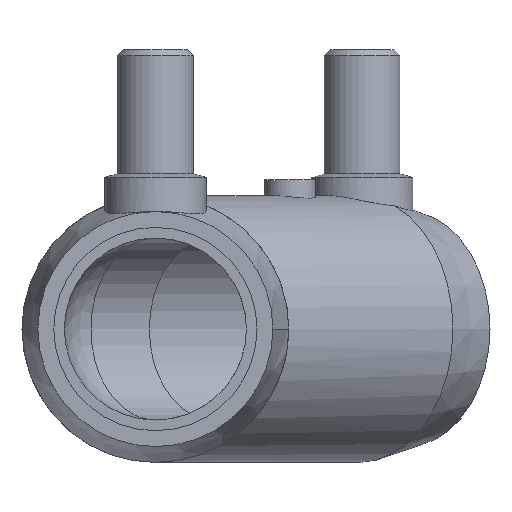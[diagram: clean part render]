
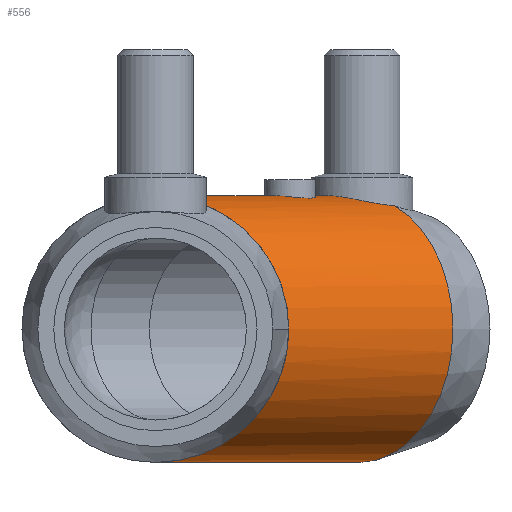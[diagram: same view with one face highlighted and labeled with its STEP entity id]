
A CAD part, front view. The second image highlights one B-rep face of the part: STEP entity #556.
In plain terms, the highlighted cylindrical face has radius 21 mm (diameter 42 mm), a full revolution.
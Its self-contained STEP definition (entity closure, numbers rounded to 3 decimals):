
#19=ELLIPSE('',#644,22.73,21.);
#20=ELLIPSE('',#646,22.73,21.);
#36=CYLINDRICAL_SURFACE('',#648,21.);
#44=FACE_BOUND('',#140,.T.);
#93=FACE_OUTER_BOUND('',#139,.T.);
#139=EDGE_LOOP('',(#492,#493,#494,#495,#496,#497,#498,#499));
#140=EDGE_LOOP('',(#500,#501));
#148=B_SPLINE_CURVE_WITH_KNOTS('',3,(#900,#901,#902,#903,#904,#905,#906,
#907,#908,#909,#910,#911,#912,#913,#914,#915,#916,#917,#918,#919,#920,#921,
#922,#923,#924,#925,#926,#927,#928,#929),.UNSPECIFIED.,.F.,.F.,(4,2,2,2,
2,2,2,2,2,2,2,2,2,2,4),(0.,0.151,0.302,0.453,
0.604,0.755,0.906,1.058,1.209,
1.36,1.511,1.662,1.813,1.964,
2.115),.UNSPECIFIED.);
#149=B_SPLINE_CURVE_WITH_KNOTS('',3,(#930,#931,#932,#933,#934,#935),
 .UNSPECIFIED.,.F.,.F.,(4,2,4),(2.115,2.266,2.417),
 .UNSPECIFIED.);
#152=B_SPLINE_CURVE_WITH_KNOTS('',3,(#988,#989,#990,#991,#992,#993,#994,
#995,#996,#997,#998,#999,#1000,#1001,#1002,#1003,#1004,#1005),
 .UNSPECIFIED.,.F.,.F.,(4,2,2,2,2,2,2,2,4),(0.074,0.305,
0.61,0.914,1.219,1.523,1.828,
2.133,2.364),.UNSPECIFIED.);
#179=CIRCLE('',#622,21.);
#180=CIRCLE('',#623,21.);
#192=CIRCLE('',#649,21.);
#217=LINE('',#1149,#241);
#241=VECTOR('',#828,21.);
#256=VERTEX_POINT('',#897);
#257=VERTEX_POINT('',#899);
#262=VERTEX_POINT('',#982);
#263=VERTEX_POINT('',#987);
#273=VERTEX_POINT('',#1063);
#285=VERTEX_POINT('',#1140);
#286=VERTEX_POINT('',#1141);
#287=VERTEX_POINT('',#1145);
#308=EDGE_CURVE('',#257,#256,#148,.T.);
#309=EDGE_CURVE('',#256,#257,#149,.T.);
#316=EDGE_CURVE('',#263,#262,#152,.T.);
#334=EDGE_CURVE('',#273,#262,#179,.T.);
#335=EDGE_CURVE('',#263,#273,#180,.T.);
#355=EDGE_CURVE('',#285,#286,#19,.T.);
#358=EDGE_CURVE('',#286,#287,#20,.T.);
#360=EDGE_CURVE('',#273,#286,#217,.T.);
#361=EDGE_CURVE('',#285,#287,#192,.T.);
#492=ORIENTED_EDGE('',*,*,#316,.T.);
#493=ORIENTED_EDGE('',*,*,#334,.F.);
#494=ORIENTED_EDGE('',*,*,#360,.T.);
#495=ORIENTED_EDGE('',*,*,#355,.F.);
#496=ORIENTED_EDGE('',*,*,#361,.T.);
#497=ORIENTED_EDGE('',*,*,#358,.F.);
#498=ORIENTED_EDGE('',*,*,#360,.F.);
#499=ORIENTED_EDGE('',*,*,#335,.F.);
#500=ORIENTED_EDGE('',*,*,#308,.T.);
#501=ORIENTED_EDGE('',*,*,#309,.T.);
#556=ADVANCED_FACE('',(#93,#44),#36,.T.);
#622=AXIS2_PLACEMENT_3D('',#1065,#766,#767);
#623=AXIS2_PLACEMENT_3D('',#1066,#768,#769);
#644=AXIS2_PLACEMENT_3D('',#1142,#817,#818);
#646=AXIS2_PLACEMENT_3D('',#1146,#822,#823);
#648=AXIS2_PLACEMENT_3D('',#1148,#826,#827);
#649=AXIS2_PLACEMENT_3D('',#1150,#829,#830);
#766=DIRECTION('center_axis',(0.707,0.707,0.));
#767=DIRECTION('ref_axis',(0.707,-0.707,0.));
#768=DIRECTION('center_axis',(0.707,0.707,0.));
#769=DIRECTION('ref_axis',(0.707,-0.707,0.));
#817=DIRECTION('center_axis',(-0.383,-0.924,0.));
#818=DIRECTION('ref_axis',(-0.924,0.383,0.));
#822=DIRECTION('center_axis',(-0.383,-0.924,0.));
#823=DIRECTION('ref_axis',(-0.924,0.383,0.));
#826=DIRECTION('center_axis',(0.707,0.707,0.));
#827=DIRECTION('ref_axis',(-0.707,0.707,0.));
#828=DIRECTION('',(-0.707,-0.707,0.));
#829=DIRECTION('center_axis',(0.707,0.707,0.));
#830=DIRECTION('ref_axis',(-0.707,0.707,0.));
#897=CARTESIAN_POINT('',(25.213,34.213,20.809));
#899=CARTESIAN_POINT('',(24.042,31.385,20.616));
#900=CARTESIAN_POINT('Ctrl Pts',(24.042,31.385,20.616));
#901=CARTESIAN_POINT('Ctrl Pts',(23.686,31.029,20.616));
#902=CARTESIAN_POINT('Ctrl Pts',(23.235,30.721,20.636));
#903=CARTESIAN_POINT('Ctrl Pts',(22.249,30.313,20.709));
#904=CARTESIAN_POINT('Ctrl Pts',(21.714,30.213,20.76));
#905=CARTESIAN_POINT('Ctrl Pts',(20.712,30.213,20.857));
#906=CARTESIAN_POINT('Ctrl Pts',(20.177,30.313,20.908));
#907=CARTESIAN_POINT('Ctrl Pts',(19.191,30.721,20.98));
#908=CARTESIAN_POINT('Ctrl Pts',(18.741,31.029,21.));
#909=CARTESIAN_POINT('Ctrl Pts',(18.029,31.741,21.));
#910=CARTESIAN_POINT('Ctrl Pts',(17.721,32.191,20.98));
#911=CARTESIAN_POINT('Ctrl Pts',(17.313,33.177,20.908));
#912=CARTESIAN_POINT('Ctrl Pts',(17.213,33.712,20.857));
#913=CARTESIAN_POINT('Ctrl Pts',(17.213,34.714,20.76));
#914=CARTESIAN_POINT('Ctrl Pts',(17.313,35.249,20.709));
#915=CARTESIAN_POINT('Ctrl Pts',(17.721,36.235,20.636));
#916=CARTESIAN_POINT('Ctrl Pts',(18.029,36.686,20.616));
#917=CARTESIAN_POINT('Ctrl Pts',(18.741,37.398,20.616));
#918=CARTESIAN_POINT('Ctrl Pts',(19.191,37.706,20.636));
#919=CARTESIAN_POINT('Ctrl Pts',(20.177,38.113,20.709));
#920=CARTESIAN_POINT('Ctrl Pts',(20.712,38.213,20.76));
#921=CARTESIAN_POINT('Ctrl Pts',(21.714,38.213,20.857));
#922=CARTESIAN_POINT('Ctrl Pts',(22.249,38.113,20.908));
#923=CARTESIAN_POINT('Ctrl Pts',(23.235,37.706,20.98));
#924=CARTESIAN_POINT('Ctrl Pts',(23.686,37.398,21.));
#925=CARTESIAN_POINT('Ctrl Pts',(24.398,36.686,21.));
#926=CARTESIAN_POINT('Ctrl Pts',(24.706,36.235,20.98));
#927=CARTESIAN_POINT('Ctrl Pts',(25.113,35.249,20.908));
#928=CARTESIAN_POINT('Ctrl Pts',(25.213,34.714,20.857));
#929=CARTESIAN_POINT('Ctrl Pts',(25.213,34.213,20.809));
#930=CARTESIAN_POINT('Ctrl Pts',(25.213,34.213,20.809));
#931=CARTESIAN_POINT('Ctrl Pts',(25.213,33.712,20.76));
#932=CARTESIAN_POINT('Ctrl Pts',(25.113,33.177,20.709));
#933=CARTESIAN_POINT('Ctrl Pts',(24.706,32.191,20.636));
#934=CARTESIAN_POINT('Ctrl Pts',(24.398,31.741,20.616));
#935=CARTESIAN_POINT('Ctrl Pts',(24.042,31.385,20.616));
#982=CARTESIAN_POINT('',(26.365,50.629,19.431));
#987=CARTESIAN_POINT('',(37.629,39.365,19.431));
#988=CARTESIAN_POINT('Ctrl Pts',(37.629,39.365,19.431));
#989=CARTESIAN_POINT('Ctrl Pts',(37.022,38.862,19.461));
#990=CARTESIAN_POINT('Ctrl Pts',(36.32,38.437,19.542));
#991=CARTESIAN_POINT('Ctrl Pts',(34.589,37.724,19.812));
#992=CARTESIAN_POINT('Ctrl Pts',(33.524,37.527,20.027));
#993=CARTESIAN_POINT('Ctrl Pts',(31.531,37.527,20.421));
#994=CARTESIAN_POINT('Ctrl Pts',(30.465,37.724,20.628));
#995=CARTESIAN_POINT('Ctrl Pts',(28.494,38.536,20.919));
#996=CARTESIAN_POINT('Ctrl Pts',(27.588,39.152,21.));
#997=CARTESIAN_POINT('Ctrl Pts',(26.152,40.588,21.));
#998=CARTESIAN_POINT('Ctrl Pts',(25.536,41.494,20.919));
#999=CARTESIAN_POINT('Ctrl Pts',(24.724,43.465,20.628));
#1000=CARTESIAN_POINT('Ctrl Pts',(24.527,44.531,20.421));
#1001=CARTESIAN_POINT('Ctrl Pts',(24.527,46.524,20.027));
#1002=CARTESIAN_POINT('Ctrl Pts',(24.724,47.589,19.812));
#1003=CARTESIAN_POINT('Ctrl Pts',(25.437,49.32,19.542));
#1004=CARTESIAN_POINT('Ctrl Pts',(25.862,50.022,19.461));
#1005=CARTESIAN_POINT('Ctrl Pts',(26.365,50.629,19.431));
#1063=CARTESIAN_POINT('',(46.846,30.147,0.));
#1065=CARTESIAN_POINT('Origin',(31.997,44.997,0.));
#1066=CARTESIAN_POINT('Origin',(31.997,44.997,0.));
#1140=CARTESIAN_POINT('',(0.,13.,-21.));
#1141=CARTESIAN_POINT('',(21.,4.302,0.));
#1142=CARTESIAN_POINT('Origin',(0.,13.,0.));
#1145=CARTESIAN_POINT('',(0.,13.,21.));
#1146=CARTESIAN_POINT('Origin',(0.,13.,0.));
#1148=CARTESIAN_POINT('Origin',(15.998,28.998,0.));
#1149=CARTESIAN_POINT('',(30.848,14.149,0.));
#1150=CARTESIAN_POINT('Origin',(0.,13.,0.));
